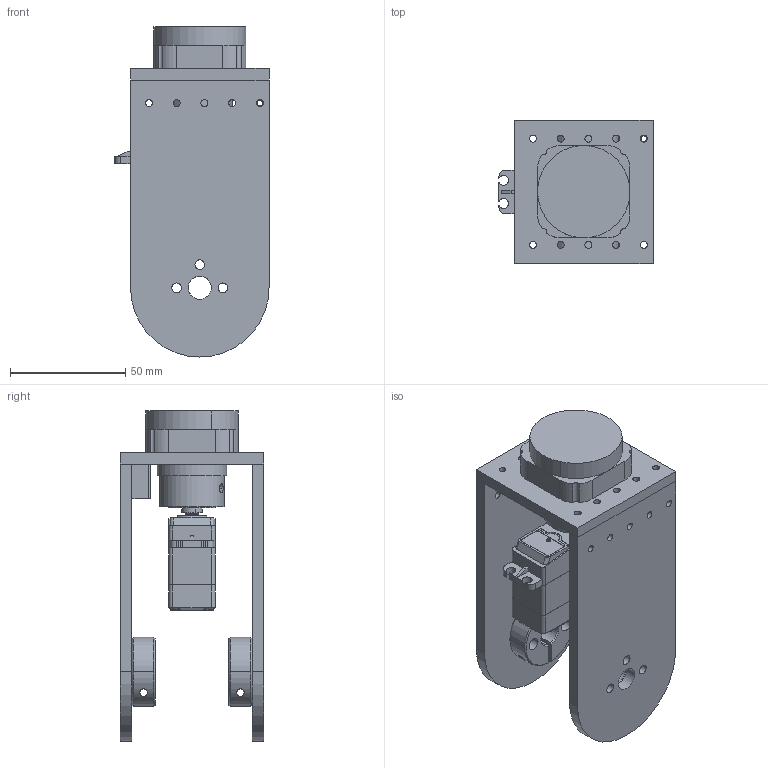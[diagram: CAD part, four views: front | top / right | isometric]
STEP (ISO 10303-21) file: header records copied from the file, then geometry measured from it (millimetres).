
FILE_DESCRIPTION (( 'STEP AP214' ), '1' );
FILE_NAME ('J5.STEP', '2021-04-05T15:20:58', ( '' ), ( '' ), 'SwSTEP 2.0', 'SolidWorks 2019', '' );
FILE_SCHEMA (( 'AUTOMOTIVE_DESIGN' ));
Length unit declared in the file: millimetre
Products named in the file (11): Servo_connect; Lock; J5; SFLC608ZZ; mount_bearing; SP_J5; end-effector-servo; PSCST10_10_5; servo-rotator-plate; SP5; mount_gripper
Assembly tree (12 placements, depth 2):
  J5
    SP_J5  x2
    PSCST10_10_5  x2
    end-effector-servo
    SP5
    Lock
    mount_gripper
    mount_bearing
    Servo_connect
    servo-rotator-plate
    SFLC608ZZ
Bounding box: 66.75 x 62 x 143 mm (x, y, z)
Volume: 161039.5 mm3; surface area: 71423.4 mm2
Topology: 12 solids, 16 shells, 968 faces, 2622 edges, 1724 vertices
Faces by surface type: plane 463, cylinder 383, cone 58, bspline 46, torus 18
Entity records: 32378 total; most frequent: CARTESIAN_POINT 7911, ORIENTED_EDGE 4940, DIRECTION 4754, EDGE_CURVE 2470, AXIS2_PLACEMENT_3D 1637, VERTEX_POINT 1634, VECTOR 1480, LINE 1480
